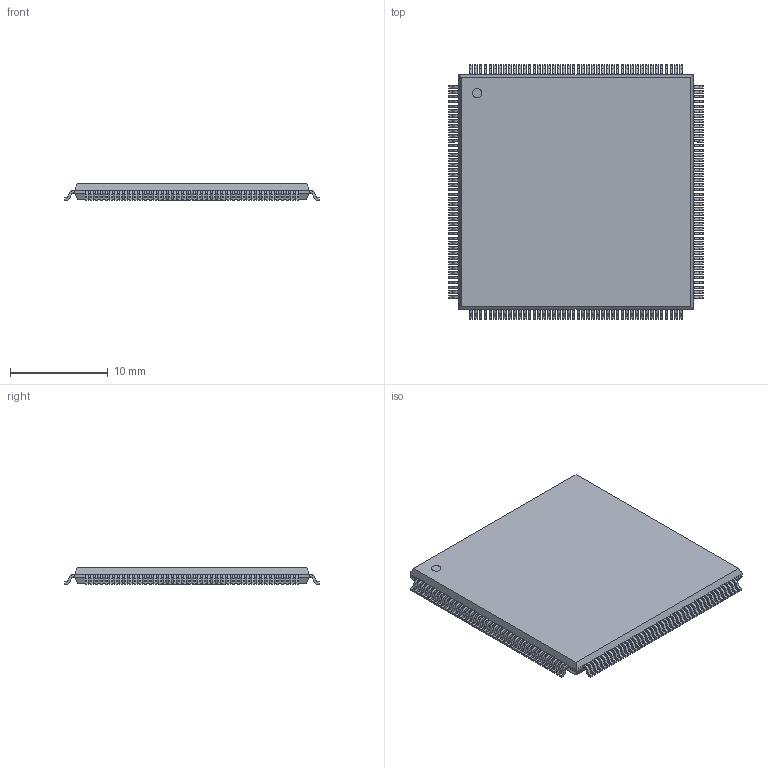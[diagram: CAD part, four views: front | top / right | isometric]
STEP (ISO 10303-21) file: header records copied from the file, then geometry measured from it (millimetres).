
FILE_DESCRIPTION(('STEP AP214'),'1');
FILE_NAME('TEQFP176_INF','2024-11-18T10:57:19',(''),(''),'','','');
FILE_SCHEMA(('AUTOMOTIVE_DESIGN'));
Length unit declared in the file: millimetre
Products named in the file (1): product
Bounding box: 26.01 x 26.01 x 1.7 mm (x, y, z)
Volume: 952.9 mm3; surface area: 1644.9 mm2
Topology: 179 solids, 179 shells, 2487 faces, 6379 edges, 4250 vertices
Faces by surface type: plane 1782, cylinder 705
Full cylindrical faces by diameter (mm): 0.96 x1
Entity records: 71805 total; most frequent: DIRECTION 12766, ORIENTED_EDGE 12756, CARTESIAN_POINT 7445, EDGE_CURVE 6378, LINE 4968, VECTOR 4968, VERTEX_POINT 4250, AXIS2_PLACEMENT_3D 3899
